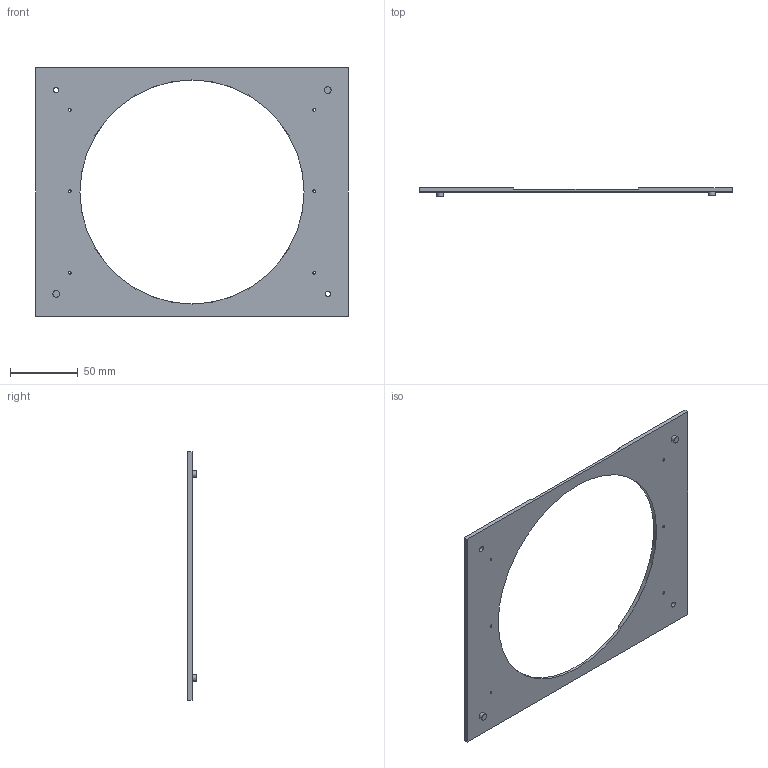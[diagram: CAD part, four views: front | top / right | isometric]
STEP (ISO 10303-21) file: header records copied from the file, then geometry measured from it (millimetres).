
FILE_DESCRIPTION(/* description */ (''),/* implementation_level */ '2;1');
FILE_NAME(/* name */ 'Suis.step',/* time_stamp */ '2022-12-31T17:39:58-06:00',/* author */ (''),/* organization */ (''),/* preprocessor_version */ 'ST-DEVELOPER v19.2',/* originating_system */ 'Autodesk Translation Framework v11.17.0.187',/* authorisation */ '');
FILE_SCHEMA (('AUTOMOTIVE_DESIGN { 1 0 10303 214 3 1 1 }'));
Length unit declared in the file: millimetre
Products named in the file (2): Competition Target Holder; Side
Assembly tree (1 placements, depth 2):
  Competition Target Holder
    Side
Bounding box: 230 x 6 x 183 mm (x, y, z)
Volume: 59624.4 mm3; surface area: 45355.8 mm2
Topology: 1 solids, 1 shells, 26 faces, 69 edges, 46 vertices
Faces by surface type: plane 15, cylinder 11
Full cylindrical faces by diameter (mm): 2 x6, 4 x2, 5 x2, 165 x1
Entity records: 950 total; most frequent: DIRECTION 153, CARTESIAN_POINT 144, ORIENTED_EDGE 138, EDGE_CURVE 69, AXIS2_PLACEMENT_3D 55, VERTEX_POINT 46, EDGE_LOOP 45, LINE 43
